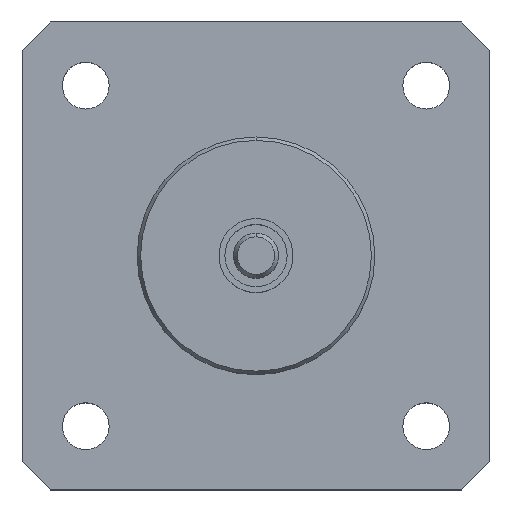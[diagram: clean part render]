
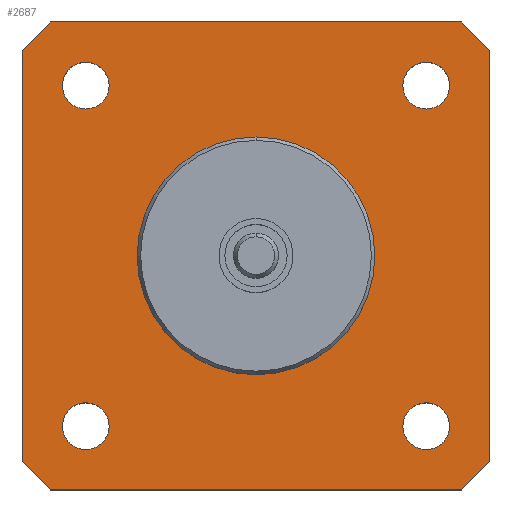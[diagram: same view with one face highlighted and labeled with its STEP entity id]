
A CAD part, top view. The second image highlights one B-rep face of the part: STEP entity #2687.
In plain terms, the highlighted planar face has unit normal (0, 0, 1).
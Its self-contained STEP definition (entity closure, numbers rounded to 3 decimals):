
#323=CARTESIAN_POINT('',(0.,0.,5.898));
#324=DIRECTION('',(0.,0.,-1.));
#325=DIRECTION('',(0.,-1.,0.));
#326=AXIS2_PLACEMENT_3D('',#323,#324,#325);
#328=CARTESIAN_POINT('',(0.,0.,5.898));
#329=DIRECTION('',(0.,0.,1.));
#330=DIRECTION('',(0.,-1.,0.));
#331=AXIS2_PLACEMENT_3D('',#328,#329,#330);
#333=DIRECTION('',(-1.,0.,0.));
#334=VECTOR('',#333,22.);
#335=CARTESIAN_POINT('',(11.,-12.5,5.898));
#336=LINE('',#335,#334);
#337=DIRECTION('',(0.707,-0.707,0.));
#338=VECTOR('',#337,2.121);
#339=CARTESIAN_POINT('',(-12.5,-11.,5.898));
#340=LINE('',#339,#338);
#341=DIRECTION('',(0.,1.,0.));
#342=VECTOR('',#341,22.);
#343=CARTESIAN_POINT('',(-12.5,-11.,5.898));
#344=LINE('',#343,#342);
#345=DIRECTION('',(-0.707,-0.707,0.));
#346=VECTOR('',#345,2.121);
#347=CARTESIAN_POINT('',(-11.,12.5,5.898));
#348=LINE('',#347,#346);
#349=DIRECTION('',(1.,0.,0.));
#350=VECTOR('',#349,22.);
#351=CARTESIAN_POINT('',(-11.,12.5,5.898));
#352=LINE('',#351,#350);
#353=DIRECTION('',(-0.707,0.707,0.));
#354=VECTOR('',#353,2.121);
#355=CARTESIAN_POINT('',(12.5,11.,5.898));
#356=LINE('',#355,#354);
#357=DIRECTION('',(0.,-1.,0.));
#358=VECTOR('',#357,22.);
#359=CARTESIAN_POINT('',(12.5,11.,5.898));
#360=LINE('',#359,#358);
#361=DIRECTION('',(0.707,0.707,0.));
#362=VECTOR('',#361,2.121);
#363=CARTESIAN_POINT('',(11.,-12.5,5.898));
#364=LINE('',#363,#362);
#365=CARTESIAN_POINT('',(-9.1,9.1,5.898));
#366=DIRECTION('',(0.,0.,1.));
#367=DIRECTION('',(0.,1.,0.));
#368=AXIS2_PLACEMENT_3D('',#365,#366,#367);
#370=CARTESIAN_POINT('',(-9.1,9.1,5.898));
#371=DIRECTION('',(0.,0.,1.));
#372=DIRECTION('',(0.,-1.,0.));
#373=AXIS2_PLACEMENT_3D('',#370,#371,#372);
#375=CARTESIAN_POINT('',(-9.1,-9.1,5.898));
#376=DIRECTION('',(0.,0.,1.));
#377=DIRECTION('',(0.,1.,0.));
#378=AXIS2_PLACEMENT_3D('',#375,#376,#377);
#380=CARTESIAN_POINT('',(-9.1,-9.1,5.898));
#381=DIRECTION('',(0.,0.,1.));
#382=DIRECTION('',(0.,-1.,0.));
#383=AXIS2_PLACEMENT_3D('',#380,#381,#382);
#385=CARTESIAN_POINT('',(9.1,-9.1,5.898));
#386=DIRECTION('',(0.,0.,1.));
#387=DIRECTION('',(0.,1.,0.));
#388=AXIS2_PLACEMENT_3D('',#385,#386,#387);
#390=CARTESIAN_POINT('',(9.1,-9.1,5.898));
#391=DIRECTION('',(0.,0.,1.));
#392=DIRECTION('',(0.,-1.,0.));
#393=AXIS2_PLACEMENT_3D('',#390,#391,#392);
#395=CARTESIAN_POINT('',(9.1,9.1,5.898));
#396=DIRECTION('',(0.,0.,1.));
#397=DIRECTION('',(0.,1.,0.));
#398=AXIS2_PLACEMENT_3D('',#395,#396,#397);
#400=CARTESIAN_POINT('',(9.1,9.1,5.898));
#401=DIRECTION('',(0.,0.,1.));
#402=DIRECTION('',(0.,-1.,0.));
#403=AXIS2_PLACEMENT_3D('',#400,#401,#402);
#1945=CARTESIAN_POINT('',(0.,-6.35,5.898));
#1946=VERTEX_POINT('',#1945);
#1967=CARTESIAN_POINT('',(0.,6.35,5.898));
#1968=VERTEX_POINT('',#1967);
#2117=CARTESIAN_POINT('',(11.,-12.5,5.898));
#2118=CARTESIAN_POINT('',(12.5,-11.,5.898));
#2119=VERTEX_POINT('',#2117);
#2120=VERTEX_POINT('',#2118);
#2121=CARTESIAN_POINT('',(12.5,11.,5.898));
#2122=CARTESIAN_POINT('',(11.,12.5,5.898));
#2123=VERTEX_POINT('',#2121);
#2124=VERTEX_POINT('',#2122);
#2125=CARTESIAN_POINT('',(-11.,12.5,5.898));
#2126=CARTESIAN_POINT('',(-12.5,11.,5.898));
#2127=VERTEX_POINT('',#2125);
#2128=VERTEX_POINT('',#2126);
#2129=CARTESIAN_POINT('',(-12.5,-11.,5.898));
#2130=CARTESIAN_POINT('',(-11.,-12.5,5.898));
#2131=VERTEX_POINT('',#2129);
#2132=VERTEX_POINT('',#2130);
#2149=CARTESIAN_POINT('',(-9.1,10.35,5.898));
#2150=CARTESIAN_POINT('',(-9.1,7.85,5.898));
#2151=VERTEX_POINT('',#2149);
#2152=VERTEX_POINT('',#2150);
#2153=CARTESIAN_POINT('',(-9.1,-7.85,5.898));
#2154=CARTESIAN_POINT('',(-9.1,-10.35,5.898));
#2155=VERTEX_POINT('',#2153);
#2156=VERTEX_POINT('',#2154);
#2157=CARTESIAN_POINT('',(9.1,-7.85,5.898));
#2158=CARTESIAN_POINT('',(9.1,-10.35,5.898));
#2159=VERTEX_POINT('',#2157);
#2160=VERTEX_POINT('',#2158);
#2161=CARTESIAN_POINT('',(9.1,10.35,5.898));
#2162=CARTESIAN_POINT('',(9.1,7.85,5.898));
#2163=VERTEX_POINT('',#2161);
#2164=VERTEX_POINT('',#2162);
#2635=CARTESIAN_POINT('',(0.,0.,5.898));
#2636=DIRECTION('',(0.,0.,1.));
#2637=DIRECTION('',(0.,1.,0.));
#2638=AXIS2_PLACEMENT_3D('',#2635,#2636,#2637);
#2639=PLANE('',#2638);
#2641=ORIENTED_EDGE('',*,*,#2640,.T.);
#2643=ORIENTED_EDGE('',*,*,#2642,.F.);
#2644=ORIENTED_EDGE('',*,*,#2625,.T.);
#2646=ORIENTED_EDGE('',*,*,#2645,.F.);
#2648=ORIENTED_EDGE('',*,*,#2647,.T.);
#2650=ORIENTED_EDGE('',*,*,#2649,.F.);
#2652=ORIENTED_EDGE('',*,*,#2651,.T.);
#2654=ORIENTED_EDGE('',*,*,#2653,.F.);
#2655=EDGE_LOOP('',(#2641,#2643,#2644,#2646,#2648,#2650,#2652,#2654));
#2656=FACE_OUTER_BOUND('',#2655,.F.);
#2658=ORIENTED_EDGE('',*,*,#2657,.F.);
#2660=ORIENTED_EDGE('',*,*,#2659,.T.);
#2661=EDGE_LOOP('',(#2658,#2660));
#2662=FACE_BOUND('',#2661,.F.);
#2664=ORIENTED_EDGE('',*,*,#2663,.T.);
#2666=ORIENTED_EDGE('',*,*,#2665,.T.);
#2667=EDGE_LOOP('',(#2664,#2666));
#2668=FACE_BOUND('',#2667,.F.);
#2670=ORIENTED_EDGE('',*,*,#2669,.T.);
#2672=ORIENTED_EDGE('',*,*,#2671,.T.);
#2673=EDGE_LOOP('',(#2670,#2672));
#2674=FACE_BOUND('',#2673,.F.);
#2676=ORIENTED_EDGE('',*,*,#2675,.T.);
#2678=ORIENTED_EDGE('',*,*,#2677,.T.);
#2679=EDGE_LOOP('',(#2676,#2678));
#2680=FACE_BOUND('',#2679,.F.);
#2682=ORIENTED_EDGE('',*,*,#2681,.T.);
#2684=ORIENTED_EDGE('',*,*,#2683,.T.);
#2685=EDGE_LOOP('',(#2682,#2684));
#2686=FACE_BOUND('',#2685,.F.);
#327=CIRCLE('',#326,6.35);
#332=CIRCLE('',#331,6.35);
#369=CIRCLE('',#368,1.25);
#374=CIRCLE('',#373,1.25);
#379=CIRCLE('',#378,1.25);
#384=CIRCLE('',#383,1.25);
#389=CIRCLE('',#388,1.25);
#394=CIRCLE('',#393,1.25);
#399=CIRCLE('',#398,1.25);
#404=CIRCLE('',#403,1.25);
#2625=EDGE_CURVE('',#2131,#2128,#344,.T.);
#2640=EDGE_CURVE('',#2119,#2132,#336,.T.);
#2642=EDGE_CURVE('',#2131,#2132,#340,.T.);
#2645=EDGE_CURVE('',#2127,#2128,#348,.T.);
#2647=EDGE_CURVE('',#2127,#2124,#352,.T.);
#2649=EDGE_CURVE('',#2123,#2124,#356,.T.);
#2651=EDGE_CURVE('',#2123,#2120,#360,.T.);
#2653=EDGE_CURVE('',#2119,#2120,#364,.T.);
#2657=EDGE_CURVE('',#1946,#1968,#327,.T.);
#2659=EDGE_CURVE('',#1946,#1968,#332,.T.);
#2663=EDGE_CURVE('',#2151,#2152,#369,.T.);
#2665=EDGE_CURVE('',#2152,#2151,#374,.T.);
#2669=EDGE_CURVE('',#2155,#2156,#379,.T.);
#2671=EDGE_CURVE('',#2156,#2155,#384,.T.);
#2675=EDGE_CURVE('',#2159,#2160,#389,.T.);
#2677=EDGE_CURVE('',#2160,#2159,#394,.T.);
#2681=EDGE_CURVE('',#2163,#2164,#399,.T.);
#2683=EDGE_CURVE('',#2164,#2163,#404,.T.);
#2687=ADVANCED_FACE('',(#2656,#2662,#2668,#2674,#2680,#2686),#2639,.T.);
